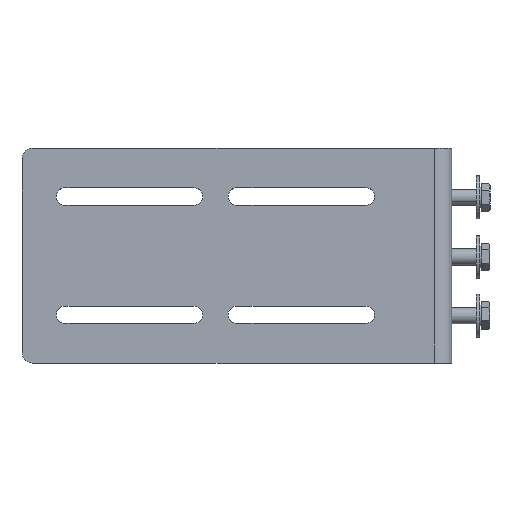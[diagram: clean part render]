
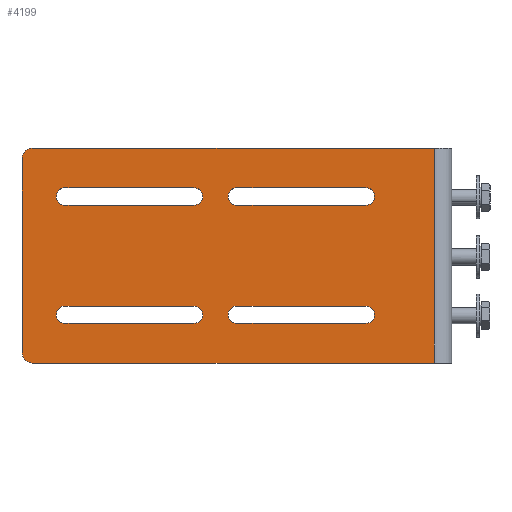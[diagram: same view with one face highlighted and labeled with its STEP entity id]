
A CAD part, top view. The second image highlights one B-rep face of the part: STEP entity #4199.
In plain terms, the highlighted planar face has unit normal (0, 0, 1).
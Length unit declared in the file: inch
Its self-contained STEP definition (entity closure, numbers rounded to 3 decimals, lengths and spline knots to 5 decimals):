
#205=FACE_BOUND('',#745,.T.);
#206=FACE_BOUND('',#746,.T.);
#207=FACE_BOUND('',#747,.T.);
#208=FACE_BOUND('',#748,.T.);
#298=PLANE('',#4633);
#484=FACE_OUTER_BOUND('',#744,.T.);
#744=EDGE_LOOP('',(#3281,#3282,#3283,#3284,#3285,#3286));
#745=EDGE_LOOP('',(#3287,#3288,#3289,#3290));
#746=EDGE_LOOP('',(#3291,#3292,#3293,#3294));
#747=EDGE_LOOP('',(#3295,#3296,#3297,#3298));
#748=EDGE_LOOP('',(#3299,#3300,#3301,#3302));
#1037=CIRCLE('',#4630,0.25);
#1039=CIRCLE('',#4634,0.25);
#1040=CIRCLE('',#4635,0.203);
#1041=CIRCLE('',#4636,0.203);
#1042=CIRCLE('',#4637,0.203);
#1043=CIRCLE('',#4638,0.203);
#1044=CIRCLE('',#4639,0.203);
#1045=CIRCLE('',#4640,0.203);
#1046=CIRCLE('',#4641,0.203);
#1047=CIRCLE('',#4642,0.203);
#1249=LINE('',#6893,#1509);
#1252=LINE('',#6899,#1512);
#1253=LINE('',#6901,#1513);
#1254=LINE('',#6903,#1514);
#1255=LINE('',#6907,#1515);
#1256=LINE('',#6911,#1516);
#1257=LINE('',#6915,#1517);
#1258=LINE('',#6919,#1518);
#1259=LINE('',#6923,#1519);
#1260=LINE('',#6927,#1520);
#1261=LINE('',#6931,#1521);
#1262=LINE('',#6935,#1522);
#1509=VECTOR('',#5574,0.3937);
#1512=VECTOR('',#5579,0.3937);
#1513=VECTOR('',#5580,0.3937);
#1514=VECTOR('',#5581,0.3937);
#1515=VECTOR('',#5584,0.3937);
#1516=VECTOR('',#5587,0.3937);
#1517=VECTOR('',#5590,0.3937);
#1518=VECTOR('',#5593,0.3937);
#1519=VECTOR('',#5596,0.3937);
#1520=VECTOR('',#5599,0.3937);
#1521=VECTOR('',#5602,0.3937);
#1522=VECTOR('',#5605,0.3937);
#1867=VERTEX_POINT('',#6883);
#1868=VERTEX_POINT('',#6884);
#1871=VERTEX_POINT('',#6892);
#1873=VERTEX_POINT('',#6898);
#1874=VERTEX_POINT('',#6900);
#1875=VERTEX_POINT('',#6902);
#1876=VERTEX_POINT('',#6905);
#1877=VERTEX_POINT('',#6906);
#1878=VERTEX_POINT('',#6908);
#1879=VERTEX_POINT('',#6910);
#1880=VERTEX_POINT('',#6913);
#1881=VERTEX_POINT('',#6914);
#1882=VERTEX_POINT('',#6916);
#1883=VERTEX_POINT('',#6918);
#1884=VERTEX_POINT('',#6921);
#1885=VERTEX_POINT('',#6922);
#1886=VERTEX_POINT('',#6924);
#1887=VERTEX_POINT('',#6926);
#1888=VERTEX_POINT('',#6929);
#1889=VERTEX_POINT('',#6930);
#1890=VERTEX_POINT('',#6932);
#1891=VERTEX_POINT('',#6934);
#2368=EDGE_CURVE('',#1867,#1868,#1037,.T.);
#2372=EDGE_CURVE('',#1868,#1871,#1249,.T.);
#2375=EDGE_CURVE('',#1873,#1867,#1252,.T.);
#2376=EDGE_CURVE('',#1873,#1874,#1253,.T.);
#2377=EDGE_CURVE('',#1875,#1874,#1254,.T.);
#2378=EDGE_CURVE('',#1871,#1875,#1039,.T.);
#2379=EDGE_CURVE('',#1876,#1877,#1255,.T.);
#2380=EDGE_CURVE('',#1877,#1878,#1040,.T.);
#2381=EDGE_CURVE('',#1878,#1879,#1256,.T.);
#2382=EDGE_CURVE('',#1879,#1876,#1041,.T.);
#2383=EDGE_CURVE('',#1880,#1881,#1257,.T.);
#2384=EDGE_CURVE('',#1881,#1882,#1042,.T.);
#2385=EDGE_CURVE('',#1882,#1883,#1258,.T.);
#2386=EDGE_CURVE('',#1883,#1880,#1043,.T.);
#2387=EDGE_CURVE('',#1884,#1885,#1259,.T.);
#2388=EDGE_CURVE('',#1885,#1886,#1044,.T.);
#2389=EDGE_CURVE('',#1886,#1887,#1260,.T.);
#2390=EDGE_CURVE('',#1887,#1884,#1045,.T.);
#2391=EDGE_CURVE('',#1888,#1889,#1261,.T.);
#2392=EDGE_CURVE('',#1889,#1890,#1046,.T.);
#2393=EDGE_CURVE('',#1890,#1891,#1262,.T.);
#2394=EDGE_CURVE('',#1891,#1888,#1047,.T.);
#3281=ORIENTED_EDGE('',*,*,#2368,.F.);
#3282=ORIENTED_EDGE('',*,*,#2375,.F.);
#3283=ORIENTED_EDGE('',*,*,#2376,.T.);
#3284=ORIENTED_EDGE('',*,*,#2377,.F.);
#3285=ORIENTED_EDGE('',*,*,#2378,.F.);
#3286=ORIENTED_EDGE('',*,*,#2372,.F.);
#3287=ORIENTED_EDGE('',*,*,#2379,.T.);
#3288=ORIENTED_EDGE('',*,*,#2380,.T.);
#3289=ORIENTED_EDGE('',*,*,#2381,.T.);
#3290=ORIENTED_EDGE('',*,*,#2382,.T.);
#3291=ORIENTED_EDGE('',*,*,#2383,.T.);
#3292=ORIENTED_EDGE('',*,*,#2384,.T.);
#3293=ORIENTED_EDGE('',*,*,#2385,.T.);
#3294=ORIENTED_EDGE('',*,*,#2386,.T.);
#3295=ORIENTED_EDGE('',*,*,#2387,.T.);
#3296=ORIENTED_EDGE('',*,*,#2388,.T.);
#3297=ORIENTED_EDGE('',*,*,#2389,.T.);
#3298=ORIENTED_EDGE('',*,*,#2390,.T.);
#3299=ORIENTED_EDGE('',*,*,#2391,.T.);
#3300=ORIENTED_EDGE('',*,*,#2392,.T.);
#3301=ORIENTED_EDGE('',*,*,#2393,.T.);
#3302=ORIENTED_EDGE('',*,*,#2394,.T.);
#4199=ADVANCED_FACE('',(#484,#205,#206,#207,#208),#298,.T.);
#4630=AXIS2_PLACEMENT_3D('',#6885,#5566,#5567);
#4633=AXIS2_PLACEMENT_3D('',#6897,#5577,#5578);
#4634=AXIS2_PLACEMENT_3D('',#6904,#5582,#5583);
#4635=AXIS2_PLACEMENT_3D('',#6909,#5585,#5586);
#4636=AXIS2_PLACEMENT_3D('',#6912,#5588,#5589);
#4637=AXIS2_PLACEMENT_3D('',#6917,#5591,#5592);
#4638=AXIS2_PLACEMENT_3D('',#6920,#5594,#5595);
#4639=AXIS2_PLACEMENT_3D('',#6925,#5597,#5598);
#4640=AXIS2_PLACEMENT_3D('',#6928,#5600,#5601);
#4641=AXIS2_PLACEMENT_3D('',#6933,#5603,#5604);
#4642=AXIS2_PLACEMENT_3D('',#6936,#5606,#5607);
#5566=DIRECTION('center_axis',(0.,0.,-1.));
#5567=DIRECTION('ref_axis',(-0.707,-0.707,0.));
#5574=DIRECTION('',(0.,1.,0.));
#5577=DIRECTION('center_axis',(0.,0.,1.));
#5578=DIRECTION('ref_axis',(1.,0.,0.));
#5579=DIRECTION('',(-1.,0.,0.));
#5580=DIRECTION('',(0.,1.,0.));
#5581=DIRECTION('',(1.,0.,0.));
#5582=DIRECTION('center_axis',(0.,0.,-1.));
#5583=DIRECTION('ref_axis',(-0.707,0.707,0.));
#5584=DIRECTION('',(-1.,0.,0.));
#5585=DIRECTION('center_axis',(0.,0.,-1.));
#5586=DIRECTION('ref_axis',(0.,-1.,0.));
#5587=DIRECTION('',(1.,0.,0.));
#5588=DIRECTION('center_axis',(0.,0.,-1.));
#5589=DIRECTION('ref_axis',(0.,1.,0.));
#5590=DIRECTION('',(1.,0.,0.));
#5591=DIRECTION('center_axis',(0.,0.,-1.));
#5592=DIRECTION('ref_axis',(0.,1.,0.));
#5593=DIRECTION('',(-1.,0.,0.));
#5594=DIRECTION('center_axis',(0.,0.,-1.));
#5595=DIRECTION('ref_axis',(0.,-1.,0.));
#5596=DIRECTION('',(-1.,0.,0.));
#5597=DIRECTION('center_axis',(0.,0.,-1.));
#5598=DIRECTION('ref_axis',(0.,1.,0.));
#5599=DIRECTION('',(1.,0.,0.));
#5600=DIRECTION('center_axis',(0.,0.,-1.));
#5601=DIRECTION('ref_axis',(0.,-1.,0.));
#5602=DIRECTION('',(1.,0.,0.));
#5603=DIRECTION('center_axis',(0.,0.,-1.));
#5604=DIRECTION('ref_axis',(0.,-1.,0.));
#5605=DIRECTION('',(-1.,0.,0.));
#5606=DIRECTION('center_axis',(0.,0.,-1.));
#5607=DIRECTION('ref_axis',(0.,1.,0.));
#6883=CARTESIAN_POINT('',(-9.5525,-2.5,0.25));
#6884=CARTESIAN_POINT('',(-9.8025,-2.25,0.25));
#6885=CARTESIAN_POINT('Origin',(-9.5525,-2.25,0.25));
#6892=CARTESIAN_POINT('',(-9.8025,2.25,0.25));
#6893=CARTESIAN_POINT('',(-9.8025,-2.5,0.25));
#6897=CARTESIAN_POINT('Origin',(0.,0.,
0.25));
#6898=CARTESIAN_POINT('',(-0.20911,-2.5,0.25));
#6899=CARTESIAN_POINT('',(9.8025,-2.5,0.25));
#6900=CARTESIAN_POINT('',(-0.20911,2.5,0.25));
#6901=CARTESIAN_POINT('',(-0.20911,-1.25,0.25));
#6902=CARTESIAN_POINT('',(-9.5525,2.5,0.25));
#6903=CARTESIAN_POINT('',(-9.8025,2.5,0.25));
#6904=CARTESIAN_POINT('Origin',(-9.5525,2.25,0.25));
#6905=CARTESIAN_POINT('',(-1.8025,1.172,0.25));
#6906=CARTESIAN_POINT('',(-4.8025,1.172,0.25));
#6907=CARTESIAN_POINT('',(-0.90125,1.172,0.25));
#6908=CARTESIAN_POINT('',(-4.8025,1.578,0.25));
#6909=CARTESIAN_POINT('Origin',(-4.8025,1.375,0.25));
#6910=CARTESIAN_POINT('',(-1.8025,1.578,0.25));
#6911=CARTESIAN_POINT('',(-2.40125,1.578,0.25));
#6912=CARTESIAN_POINT('Origin',(-1.8025,1.375,0.25));
#6913=CARTESIAN_POINT('',(-8.8025,-1.172,0.25));
#6914=CARTESIAN_POINT('',(-5.8025,-1.172,0.25));
#6915=CARTESIAN_POINT('',(-4.40125,-1.172,0.25));
#6916=CARTESIAN_POINT('',(-5.8025,-1.578,0.25));
#6917=CARTESIAN_POINT('Origin',(-5.8025,-1.375,0.25));
#6918=CARTESIAN_POINT('',(-8.8025,-1.578,0.25));
#6919=CARTESIAN_POINT('',(-2.90125,-1.578,0.25));
#6920=CARTESIAN_POINT('Origin',(-8.8025,-1.375,0.25));
#6921=CARTESIAN_POINT('',(-1.8025,-1.578,0.25));
#6922=CARTESIAN_POINT('',(-4.8025,-1.578,0.25));
#6923=CARTESIAN_POINT('',(-0.90125,-1.578,0.25));
#6924=CARTESIAN_POINT('',(-4.8025,-1.172,0.25));
#6925=CARTESIAN_POINT('Origin',(-4.8025,-1.375,0.25));
#6926=CARTESIAN_POINT('',(-1.8025,-1.172,0.25));
#6927=CARTESIAN_POINT('',(-2.40125,-1.172,0.25));
#6928=CARTESIAN_POINT('Origin',(-1.8025,-1.375,0.25));
#6929=CARTESIAN_POINT('',(-8.8025,1.578,0.25));
#6930=CARTESIAN_POINT('',(-5.8025,1.578,0.25));
#6931=CARTESIAN_POINT('',(-4.40125,1.578,0.25));
#6932=CARTESIAN_POINT('',(-5.8025,1.172,0.25));
#6933=CARTESIAN_POINT('Origin',(-5.8025,1.375,0.25));
#6934=CARTESIAN_POINT('',(-8.8025,1.172,0.25));
#6935=CARTESIAN_POINT('',(-2.90125,1.172,0.25));
#6936=CARTESIAN_POINT('Origin',(-8.8025,1.375,0.25));
